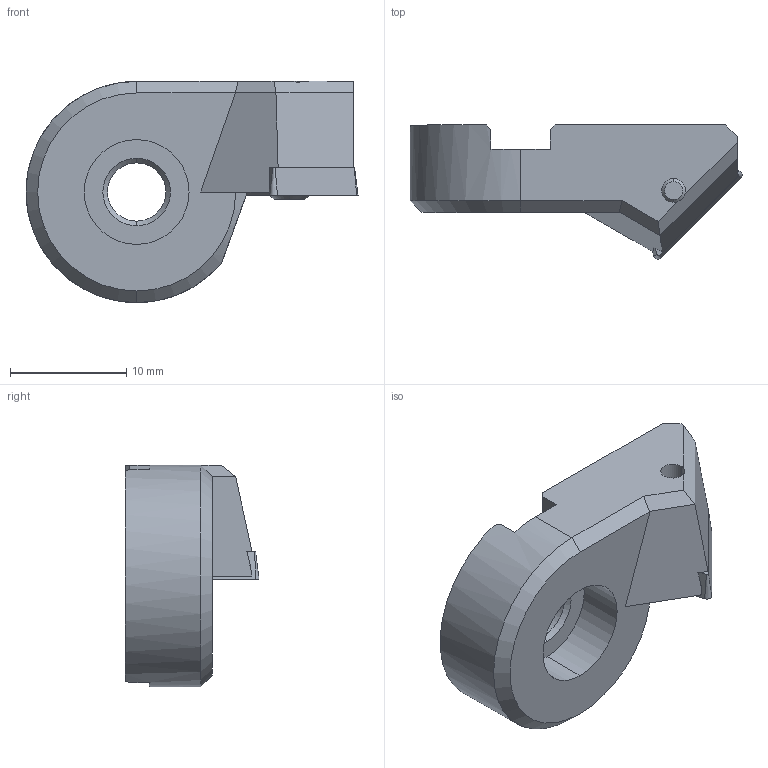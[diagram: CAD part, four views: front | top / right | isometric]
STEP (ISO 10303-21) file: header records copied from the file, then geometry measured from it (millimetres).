
FILE_DESCRIPTION(('no description'),'unknown implementation level');
FILE_NAME('FED417F5-FC3A-4F60-987D-FF9524F4C208_export.stp',' ',('CIMSOURCE GmbH'),('CADClick - KiM GmbH - www.kimweb.de'),'unknown preprocess','ACIS','unknown authorization');
FILE_SCHEMA(('automotive_design'));
Length unit declared in the file: millimetre
Products named in the file (3): 626.453 Kaiser ENH5 TC11 45�|694.122 Kaiser ETL M2.5x6.5 T7 IP 10S_309.301;Kreismuster1; 626.453 Kaiser ENH5 TC11 45�|655.383 Kaiser TCGT 110204 K10C;Kombinieren1; 626.453 Kaiser ENH5 TC11 45�|626.453 Kaiser ENH5 TC11 45�;Chamfer3
Bounding box: 28.5 x 11.5 x 19 mm (x, y, z)
Volume: 2399.9 mm3; surface area: 1794.4 mm2
Topology: 3 solids, 3 shells, 96 faces, 242 edges, 153 vertices
Faces by surface type: plane 35, cylinder 34, cone 23, torus 4
Entity records: 5741 total; most frequent: DIRECTION 546, CARTESIAN_POINT 524, STYLED_ITEM 494, PRESENTATION_STYLE_ASSIGNMENT 494, COLOUR_RGB 494, ORIENTED_EDGE 484, EDGE_CURVE 242, CURVE_STYLE 242
